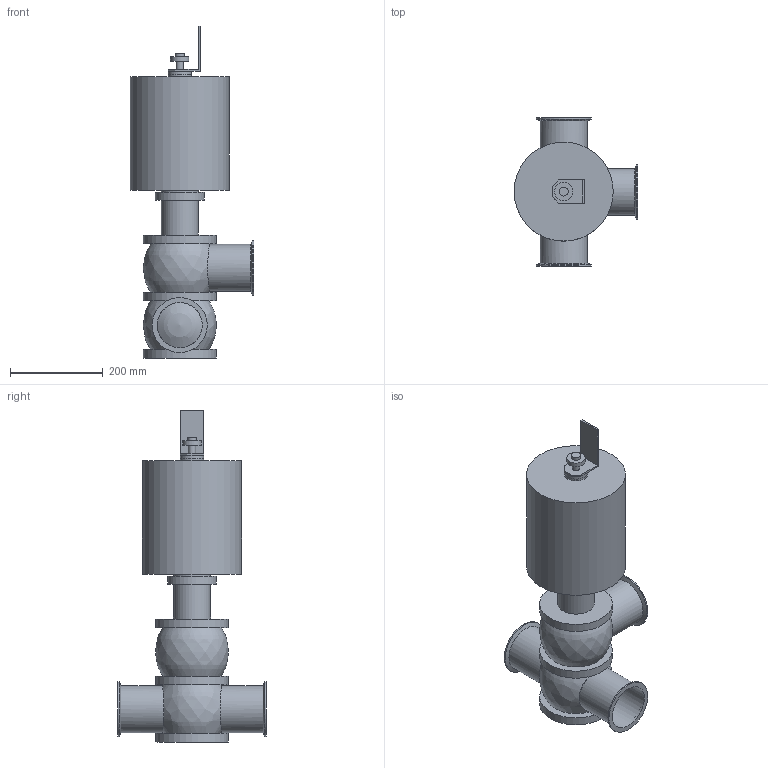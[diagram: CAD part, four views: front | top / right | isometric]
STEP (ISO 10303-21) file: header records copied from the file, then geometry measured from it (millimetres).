
FILE_DESCRIPTION(/* description */ (''),/* implementation_level */ '2;1');
FILE_NAME(/* name */ 'SHC2B_40.stp',/* time_stamp */ '2021-08-23T11:00:47+09:00',/* author */ ('m'),/* organization */ (''),/* preprocessor_version */ 'ST-DEVELOPER v18.1',/* originating_system */ 'Autodesk Inventor 2021',/* authorisation */ '');
FILE_SCHEMA (('AUTOMOTIVE_DESIGN { 1 0 10303 214 3 1 1 }'));
Length unit declared in the file: millimetre
Products named in the file (3): SHC2B_40; SHC2B20MJ000-1P(NM)-C-CXC--304-E9D-40; SQLS [SW=0]
Assembly tree (2 placements, depth 2):
  SHC2B_40
    SHC2B20MJ000-1P(NM)-C-CXC--304-E9D-40
    SQLS [SW=0]
Bounding box: 267 x 320 x 717.45 mm (x, y, z)
Volume: 14336246.2 mm3; surface area: 678931.3 mm2
Topology: 2 solids, 2 shells, 58 faces, 108 edges, 70 vertices
Faces by surface type: plane 29, cylinder 21, bspline 5, cone 3
Full cylindrical faces by diameter (mm): 16 x1, 19.5 x1, 40 x1, 50 x2, 80 x2, 97.6 x3, 101.6 x3, 105 x1, 119 x3, 157.5 x3, 214 x1
Entity records: 1916 total; most frequent: CARTESIAN_POINT 645, DIRECTION 253, ORIENTED_EDGE 216, EDGE_CURVE 108, AXIS2_PLACEMENT_3D 101, EDGE_LOOP 74, VERTEX_POINT 70, FACE_OUTER_BOUND 58
